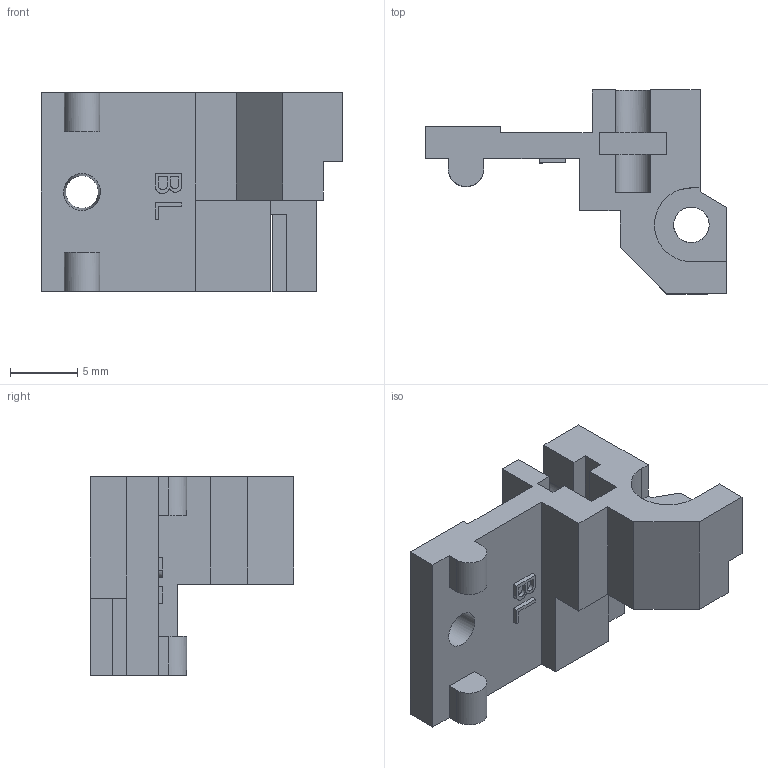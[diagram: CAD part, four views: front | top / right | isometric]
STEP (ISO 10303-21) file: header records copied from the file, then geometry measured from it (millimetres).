
FILE_DESCRIPTION((''),'2;1');
FILE_NAME('0906_DIN_fixing_bracket_BL_09.stp', '2008-04-29T07:04:19',('User'),('SDRC'),'I-DEAS Master Series 9','UNIX', 'Yes');
FILE_SCHEMA(('AUTOMOTIVE_DESIGN { 1 0 10303 214 1 1 1 1 }'));
Length unit declared in the file: millimetre
Products named in the file (1): 0906_DIN_fixing_bracket_BL_09
Bounding box: 22.5 x 15.2 x 14.8 mm (x, y, z)
Volume: 1236.2 mm3; surface area: 1464.1 mm2
Topology: 1 solids, 1 shells, 80 faces, 224 edges, 148 vertices
Faces by surface type: bspline 80
Entity records: 2454 total; most frequent: CARTESIAN_POINT 1065, ORIENTED_EDGE 448, EDGE_CURVE 224, VERTEX_POINT 148, QUASI_UNIFORM_CURVE 115, EDGE_LOOP 88, B_SPLINE_CURVE_WITH_KNOTS 87, FACE_OUTER_BOUND 80
